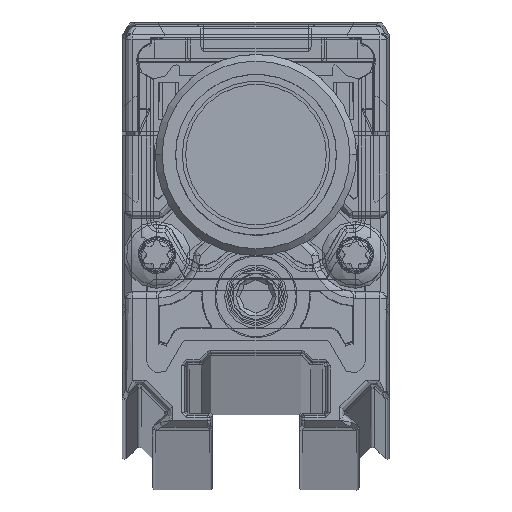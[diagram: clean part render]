
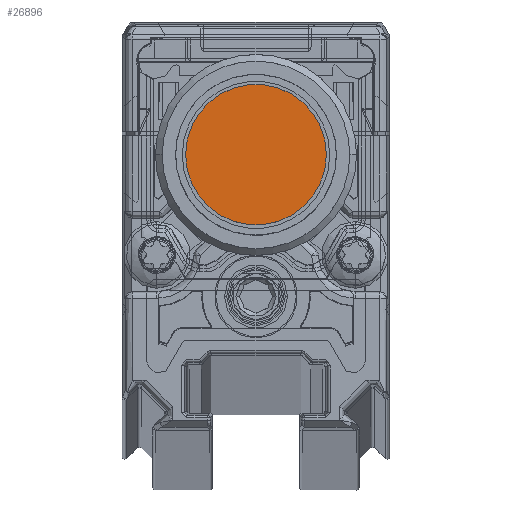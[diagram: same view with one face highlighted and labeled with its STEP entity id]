
A CAD part, top view. The second image highlights one B-rep face of the part: STEP entity #26896.
In plain terms, the highlighted face is planar.
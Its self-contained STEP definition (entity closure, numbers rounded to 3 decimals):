
#26096=CARTESIAN_POINT('',(0.,0.,0.));
#26097=DIRECTION('',(0.,-1.,0.));
#26098=DIRECTION('',(1.,0.,0.));
#26099=AXIS2_PLACEMENT_3D('',#26096,#26097,#26098);
#26101=CARTESIAN_POINT('',(0.,0.,0.));
#26102=DIRECTION('',(0.,-1.,0.));
#26103=DIRECTION('',(-1.,0.,0.));
#26104=AXIS2_PLACEMENT_3D('',#26101,#26102,#26103);
#26202=CARTESIAN_POINT('',(-5.25,0.,0.));
#26203=VERTEX_POINT('',#26202);
#26204=CARTESIAN_POINT('',(5.25,0.,0.));
#26205=VERTEX_POINT('',#26204);
#26887=CARTESIAN_POINT('',(0.,0.,0.));
#26888=DIRECTION('',(0.,-1.,0.));
#26889=DIRECTION('',(1.,0.,0.));
#26890=AXIS2_PLACEMENT_3D('',#26887,#26888,#26889);
#26891=PLANE('',#26890);
#26892=ORIENTED_EDGE('',*,*,#26873,.T.);
#26893=ORIENTED_EDGE('',*,*,#26855,.T.);
#26894=EDGE_LOOP('',(#26892,#26893));
#26895=FACE_OUTER_BOUND('',#26894,.F.);
#26896=ADVANCED_FACE('',(#26895),#26891,.F.);
#26100=CIRCLE('',#26099,5.25);
#26105=CIRCLE('',#26104,5.25);
#26855=EDGE_CURVE('',#26203,#26205,#26105,.T.);
#26873=EDGE_CURVE('',#26205,#26203,#26100,.T.);
